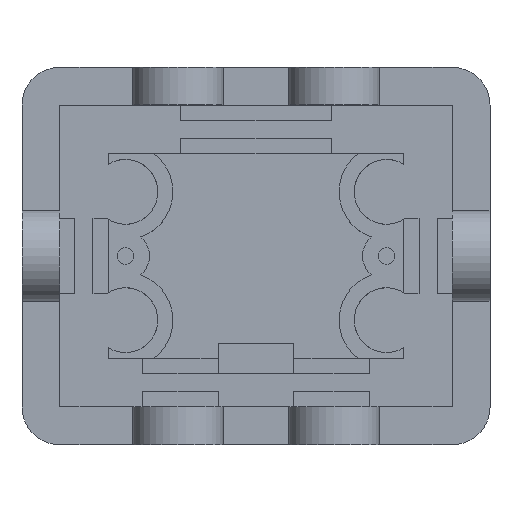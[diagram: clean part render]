
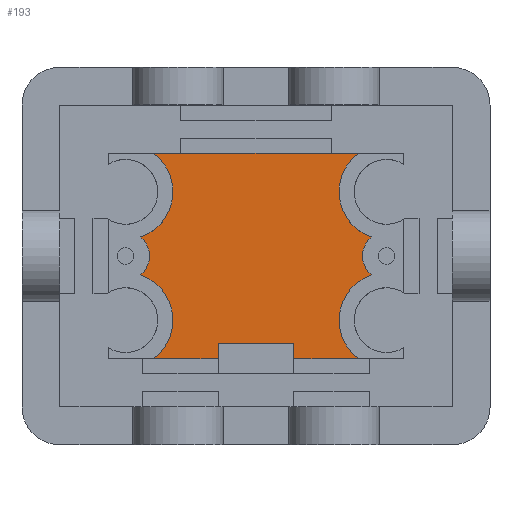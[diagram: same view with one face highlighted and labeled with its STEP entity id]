
A CAD part, top view. The second image highlights one B-rep face of the part: STEP entity #193.
In plain terms, the highlighted planar face has unit normal (0, 0, 1).
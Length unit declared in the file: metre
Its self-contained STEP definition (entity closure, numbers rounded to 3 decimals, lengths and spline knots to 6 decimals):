
#193 = ADVANCED_FACE( '', ( #542 ), #543, .T. );
#542 = FACE_OUTER_BOUND( '', #1073, .T. );
#543 = PLANE( '', #1074 );
#1073 = EDGE_LOOP( '', ( #1608, #1609, #1610, #1611, #1612, #1613, #1614, #1615, #1616, #1617, #1618, #1619, #1620, #1621 ) );
#1074 = AXIS2_PLACEMENT_3D( '', #1622, #1623, #1624 );
#1608 = ORIENTED_EDGE( '', *, *, #3162, .F. );
#1609 = ORIENTED_EDGE( '', *, *, #3163, .F. );
#1610 = ORIENTED_EDGE( '', *, *, #3164, .T. );
#1611 = ORIENTED_EDGE( '', *, *, #3165, .F. );
#1612 = ORIENTED_EDGE( '', *, *, #3166, .F. );
#1613 = ORIENTED_EDGE( '', *, *, #3167, .F. );
#1614 = ORIENTED_EDGE( '', *, *, #3168, .F. );
#1615 = ORIENTED_EDGE( '', *, *, #3169, .T. );
#1616 = ORIENTED_EDGE( '', *, *, #3170, .T. );
#1617 = ORIENTED_EDGE( '', *, *, #3171, .T. );
#1618 = ORIENTED_EDGE( '', *, *, #3172, .T. );
#1619 = ORIENTED_EDGE( '', *, *, #3173, .F. );
#1620 = ORIENTED_EDGE( '', *, *, #3174, .F. );
#1621 = ORIENTED_EDGE( '', *, *, #3175, .T. );
#1622 = CARTESIAN_POINT( '', ( 0.000356, 0.003674, 0.0024 ) );
#1623 = DIRECTION( '', ( 0., 0., 1. ) );
#1624 = DIRECTION( '', ( 1., 0., 0. ) );
#3162 = EDGE_CURVE( '', #3785, #3786, #3787, .T. );
#3163 = EDGE_CURVE( '', #3788, #3785, #3789, .T. );
#3164 = EDGE_CURVE( '', #3788, #3790, #3791, .T. );
#3165 = EDGE_CURVE( '', #3792, #3790, #3793, .T. );
#3166 = EDGE_CURVE( '', #3794, #3792, #3795, .T. );
#3167 = EDGE_CURVE( '', #3796, #3794, #3797, .T. );
#3168 = EDGE_CURVE( '', #3798, #3796, #3799, .T. );
#3169 = EDGE_CURVE( '', #3798, #3800, #3801, .T. );
#3170 = EDGE_CURVE( '', #3800, #3802, #3803, .T. );
#3171 = EDGE_CURVE( '', #3802, #3804, #3805, .T. );
#3172 = EDGE_CURVE( '', #3804, #3806, #3807, .T. );
#3173 = EDGE_CURVE( '', #3808, #3806, #3809, .T. );
#3174 = EDGE_CURVE( '', #3810, #3808, #3811, .T. );
#3175 = EDGE_CURVE( '', #3810, #3786, #3812, .T. );
#3785 = VERTEX_POINT( '', #4712 );
#3786 = VERTEX_POINT( '', #4713 );
#3787 = CIRCLE( '', #4714, 0.0063 );
#3788 = VERTEX_POINT( '', #4715 );
#3789 = CIRCLE( '', #4716, 0.0032 );
#3790 = VERTEX_POINT( '', #4717 );
#3791 = CIRCLE( '', #4718, 0.0063 );
#3792 = VERTEX_POINT( '', #4719 );
#3793 = LINE( '', #4720, #4721 );
#3794 = VERTEX_POINT( '', #4722 );
#3795 = LINE( '', #4723, #4724 );
#3796 = VERTEX_POINT( '', #4725 );
#3797 = LINE( '', #4726, #4727 );
#3798 = VERTEX_POINT( '', #4728 );
#3799 = CIRCLE( '', #4729, 0.0063 );
#3800 = VERTEX_POINT( '', #4730 );
#3801 = CIRCLE( '', #4731, 0.0032 );
#3802 = VERTEX_POINT( '', #4732 );
#3803 = CIRCLE( '', #4733, 0.0063 );
#3804 = VERTEX_POINT( '', #4734 );
#3805 = LINE( '', #4735, #4736 );
#3806 = VERTEX_POINT( '', #4737 );
#3807 = LINE( '', #4738, #4739 );
#3808 = VERTEX_POINT( '', #4740 );
#3809 = LINE( '', #4741, #4742 );
#3810 = VERTEX_POINT( '', #4743 );
#3811 = LINE( '', #4744, #4745 );
#3812 = LINE( '', #4746, #4747 );
#4712 = CARTESIAN_POINT( '', ( 0.015325, -0.002518, 0.0024 ) );
#4713 = CARTESIAN_POINT( '', ( 0.013601, -0.0136, 0.0024 ) );
#4714 = AXIS2_PLACEMENT_3D( '', #6002, #6003, #6004 );
#4715 = CARTESIAN_POINT( '', ( 0.015325, 0.002518, 0.0024 ) );
#4716 = AXIS2_PLACEMENT_3D( '', #6005, #6006, #6007 );
#4717 = CARTESIAN_POINT( '', ( 0.013601, 0.0136, 0.0024 ) );
#4718 = AXIS2_PLACEMENT_3D( '', #6008, #6009, #6010 );
#4719 = CARTESIAN_POINT( '', ( 0.01, 0.0136, 0.0024 ) );
#4720 = CARTESIAN_POINT( '', ( -0.0148, 0.0136, 0.0024 ) );
#4721 = VECTOR( '', #6011, 1. );
#4722 = CARTESIAN_POINT( '', ( -0.01, 0.0136, 0.0024 ) );
#4723 = CARTESIAN_POINT( '', ( -0.0148, 0.0136, 0.0024 ) );
#4724 = VECTOR( '', #6012, 1. );
#4725 = CARTESIAN_POINT( '', ( -0.013601, 0.0136, 0.0024 ) );
#4726 = CARTESIAN_POINT( '', ( -0.0148, 0.0136, 0.0024 ) );
#4727 = VECTOR( '', #6013, 1. );
#4728 = CARTESIAN_POINT( '', ( -0.015325, 0.002518, 0.0024 ) );
#4729 = AXIS2_PLACEMENT_3D( '', #6014, #6015, #6016 );
#4730 = CARTESIAN_POINT( '', ( -0.015325, -0.002518, 0.0024 ) );
#4731 = AXIS2_PLACEMENT_3D( '', #6017, #6018, #6019 );
#4732 = CARTESIAN_POINT( '', ( -0.013601, -0.0136, 0.0024 ) );
#4733 = AXIS2_PLACEMENT_3D( '', #6020, #6021, #6022 );
#4734 = CARTESIAN_POINT( '', ( -0.005, -0.0136, 0.0024 ) );
#4735 = CARTESIAN_POINT( '', ( -0.0173, -0.0136, 0.0024 ) );
#4736 = VECTOR( '', #6023, 1. );
#4737 = CARTESIAN_POINT( '', ( -0.005, -0.0116, 0.0024 ) );
#4738 = CARTESIAN_POINT( '', ( -0.005, -0.0126, 0.0024 ) );
#4739 = VECTOR( '', #6024, 1. );
#4740 = CARTESIAN_POINT( '', ( 0.005, -0.0116, 0.0024 ) );
#4741 = CARTESIAN_POINT( '', ( 0., -0.0116, 0.0024 ) );
#4742 = VECTOR( '', #6025, 1. );
#4743 = CARTESIAN_POINT( '', ( 0.005, -0.0136, 0.0024 ) );
#4744 = CARTESIAN_POINT( '', ( 0.005, -0.0126, 0.0024 ) );
#4745 = VECTOR( '', #6026, 1. );
#4746 = CARTESIAN_POINT( '', ( 0.01, -0.0136, 0.0024 ) );
#4747 = VECTOR( '', #6027, 1. );
#6002 = CARTESIAN_POINT( '', ( 0.0173, -0.0085, 0.0024 ) );
#6003 = DIRECTION( '', ( 0., 0., 1. ) );
#6004 = DIRECTION( '', ( 1., 0., 0. ) );
#6005 = CARTESIAN_POINT( '', ( 0.0173, 0., 0.0024 ) );
#6006 = DIRECTION( '', ( 0., 0., 1. ) );
#6007 = DIRECTION( '', ( 1., 0., 0. ) );
#6008 = CARTESIAN_POINT( '', ( 0.0173, 0.0085, 0.0024 ) );
#6009 = DIRECTION( '', ( 0., 0., -1. ) );
#6010 = DIRECTION( '', ( 1., 0., 0. ) );
#6011 = DIRECTION( '', ( 1., 0., 0. ) );
#6012 = DIRECTION( '', ( 1., 0., 0. ) );
#6013 = DIRECTION( '', ( 1., 0., 0. ) );
#6014 = CARTESIAN_POINT( '', ( -0.0173, 0.0085, 0.0024 ) );
#6015 = DIRECTION( '', ( 0., 0., 1. ) );
#6016 = DIRECTION( '', ( 1., 0., 0. ) );
#6017 = CARTESIAN_POINT( '', ( -0.0173, 0., 0.0024 ) );
#6018 = DIRECTION( '', ( 0., 0., -1. ) );
#6019 = DIRECTION( '', ( 1., 0., 0. ) );
#6020 = CARTESIAN_POINT( '', ( -0.0173, -0.0085, 0.0024 ) );
#6021 = DIRECTION( '', ( 0., 0., -1. ) );
#6022 = DIRECTION( '', ( 1., 0., 0. ) );
#6023 = DIRECTION( '', ( 1., 0., 0. ) );
#6024 = DIRECTION( '', ( 0., 1., 0. ) );
#6025 = DIRECTION( '', ( -1., 0., 0. ) );
#6026 = DIRECTION( '', ( 0., 1., 0. ) );
#6027 = DIRECTION( '', ( 1., 0., 0. ) );
